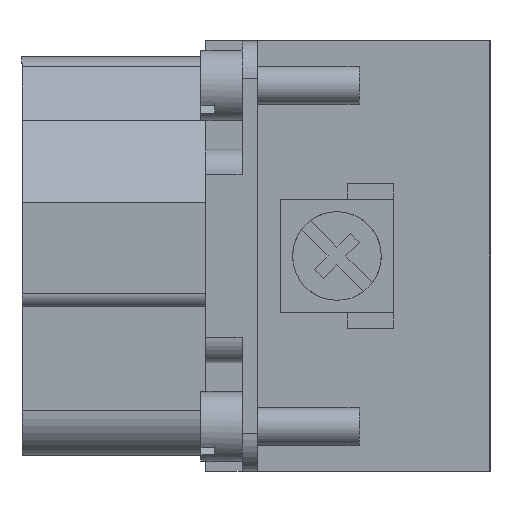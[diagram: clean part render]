
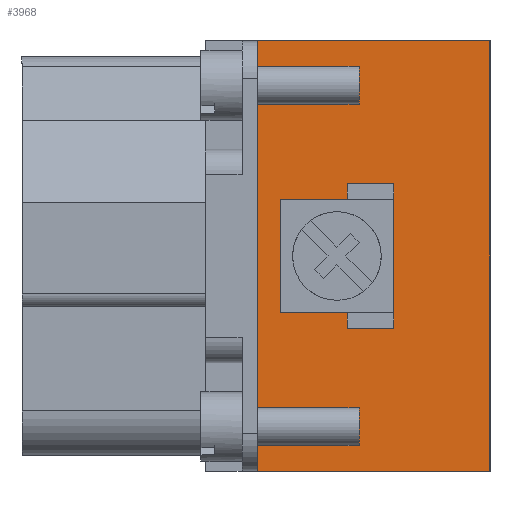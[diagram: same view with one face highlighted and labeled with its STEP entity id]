
A CAD part, left-side view. The second image highlights one B-rep face of the part: STEP entity #3968.
In plain terms, the highlighted planar face has unit normal (-1, 0, 0).
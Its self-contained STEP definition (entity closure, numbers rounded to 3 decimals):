
#2330=FACE_BOUND('',#6275,.T.);
#2331=FACE_BOUND('',#6276,.T.);
#3968=ADVANCED_FACE('',(#2330,#2331),#4572,.F.);
#4572=PLANE('',#16962);
#6275=EDGE_LOOP('',(#9134,#9135,#9136,#9137,#9138,#9139,#9140,#9141));
#6276=EDGE_LOOP('',(#9142,#9143,#9144,#9145));
#9134=ORIENTED_EDGE('',*,*,#12237,.F.);
#9135=ORIENTED_EDGE('',*,*,#12240,.F.);
#9136=ORIENTED_EDGE('',*,*,#12242,.F.);
#9137=ORIENTED_EDGE('',*,*,#12244,.F.);
#9138=ORIENTED_EDGE('',*,*,#12246,.F.);
#9139=ORIENTED_EDGE('',*,*,#12248,.F.);
#9140=ORIENTED_EDGE('',*,*,#12250,.F.);
#9141=ORIENTED_EDGE('',*,*,#12252,.F.);
#9142=ORIENTED_EDGE('',*,*,#12694,.F.);
#9143=ORIENTED_EDGE('',*,*,#12696,.F.);
#9144=ORIENTED_EDGE('',*,*,#12697,.F.);
#9145=ORIENTED_EDGE('',*,*,#12698,.F.);
#10601=VERTEX_POINT('',#23264);
#10602=VERTEX_POINT('',#23265);
#10603=VERTEX_POINT('',#23270);
#10604=VERTEX_POINT('',#23274);
#10605=VERTEX_POINT('',#23278);
#10606=VERTEX_POINT('',#23282);
#10607=VERTEX_POINT('',#23286);
#10608=VERTEX_POINT('',#23290);
#11037=VERTEX_POINT('',#24540);
#11038=VERTEX_POINT('',#24542);
#11039=VERTEX_POINT('',#24546);
#11040=VERTEX_POINT('',#24548);
#12237=EDGE_CURVE('',#10601,#10602,#13870,.T.);
#12240=EDGE_CURVE('',#10603,#10601,#13873,.T.);
#12242=EDGE_CURVE('',#10604,#10603,#13875,.T.);
#12244=EDGE_CURVE('',#10605,#10604,#13877,.T.);
#12246=EDGE_CURVE('',#10606,#10605,#13879,.T.);
#12248=EDGE_CURVE('',#10607,#10606,#13881,.T.);
#12250=EDGE_CURVE('',#10608,#10607,#13883,.T.);
#12252=EDGE_CURVE('',#10602,#10608,#13885,.T.);
#12694=EDGE_CURVE('',#11037,#11038,#13925,.T.);
#12696=EDGE_CURVE('',#11039,#11037,#13927,.T.);
#12697=EDGE_CURVE('',#11040,#11039,#13928,.T.);
#12698=EDGE_CURVE('',#11038,#11040,#13929,.T.);
#13870=LINE('',#23263,#15059);
#13873=LINE('',#23269,#15062);
#13875=LINE('',#23273,#15064);
#13877=LINE('',#23277,#15066);
#13879=LINE('',#23281,#15068);
#13881=LINE('',#23285,#15070);
#13883=LINE('',#23289,#15072);
#13885=LINE('',#23293,#15074);
#13925=LINE('',#24541,#15114);
#13927=LINE('',#24545,#15116);
#13928=LINE('',#24547,#15117);
#13929=LINE('',#24549,#15118);
#15059=VECTOR('',#18982,1.);
#15062=VECTOR('',#18987,1.);
#15064=VECTOR('',#18991,1.);
#15066=VECTOR('',#18995,1.);
#15068=VECTOR('',#18999,1.);
#15070=VECTOR('',#19003,1.);
#15072=VECTOR('',#19007,1.);
#15074=VECTOR('',#19011,1.);
#15114=VECTOR('',#20609,1.);
#15116=VECTOR('',#20613,1.);
#15117=VECTOR('',#20614,1.);
#15118=VECTOR('',#20615,1.);
#16962=AXIS2_PLACEMENT_3D('',#24550,#20616,#20617);
#18982=DIRECTION('',(0.,0.,-1.));
#18987=DIRECTION('',(0.,-1.,0.));
#18991=DIRECTION('',(0.,0.,-1.));
#18995=DIRECTION('',(0.,1.,0.));
#18999=DIRECTION('',(0.,0.,-1.));
#19003=DIRECTION('',(0.,1.,0.));
#19007=DIRECTION('',(0.,0.,1.));
#19011=DIRECTION('',(0.,-1.,0.));
#20609=DIRECTION('',(0.,0.,-1.));
#20613=DIRECTION('',(0.,-1.,0.));
#20614=DIRECTION('',(0.,0.,1.));
#20615=DIRECTION('',(0.,1.,0.));
#20616=DIRECTION('',(1.,0.,0.));
#20617=DIRECTION('',(0.,0.,-1.));
#23263=CARTESIAN_POINT('',(-31.625,-7.1,-4.5));
#23264=CARTESIAN_POINT('',(-31.625,-7.1,-4.5));
#23265=CARTESIAN_POINT('',(-31.625,-7.1,-5.7));
#23269=CARTESIAN_POINT('',(-31.625,-1.8,-4.5));
#23270=CARTESIAN_POINT('',(-31.625,-1.8,-4.5));
#23273=CARTESIAN_POINT('',(-31.625,-1.8,4.5));
#23274=CARTESIAN_POINT('',(-31.625,-1.8,4.5));
#23277=CARTESIAN_POINT('',(-31.625,-7.1,4.5));
#23278=CARTESIAN_POINT('',(-31.625,-7.1,4.5));
#23281=CARTESIAN_POINT('',(-31.625,-7.1,5.7));
#23282=CARTESIAN_POINT('',(-31.625,-7.1,5.7));
#23285=CARTESIAN_POINT('',(-31.625,-10.8,5.7));
#23286=CARTESIAN_POINT('',(-31.625,-10.8,5.7));
#23289=CARTESIAN_POINT('',(-31.625,-10.8,-5.7));
#23290=CARTESIAN_POINT('',(-31.625,-10.8,-5.7));
#23293=CARTESIAN_POINT('',(-31.625,-7.1,-5.7));
#24540=CARTESIAN_POINT('',(-31.625,-18.4,17.));
#24541=CARTESIAN_POINT('',(-31.625,-18.4,17.));
#24542=CARTESIAN_POINT('',(-31.625,-18.4,-17.));
#24545=CARTESIAN_POINT('',(-31.625,0.,17.));
#24546=CARTESIAN_POINT('',(-31.625,0.,17.));
#24547=CARTESIAN_POINT('',(-31.625,0.,-17.));
#24548=CARTESIAN_POINT('',(-31.625,0.,-17.));
#24549=CARTESIAN_POINT('',(-31.625,-18.4,-17.));
#24550=CARTESIAN_POINT('',(-31.625,-18.4,24.153));
